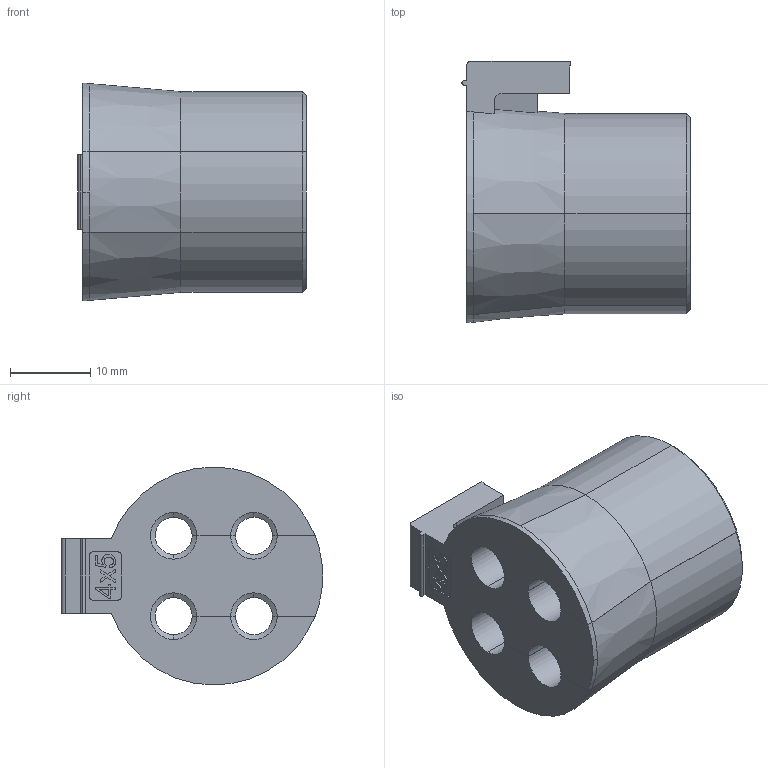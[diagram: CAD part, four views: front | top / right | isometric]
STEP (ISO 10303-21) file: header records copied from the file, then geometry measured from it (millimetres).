
FILE_DESCRIPTION (( 'STEP AP203' ), '1' );
FILE_NAME ('568413.step', '2019-11-21T17:31:19', ( '' ), ( '' ), 'SwSTEP 2.0', 'SolidWorks 2019', '' );
FILE_SCHEMA (( 'CONFIG_CONTROL_DESIGN' ));
Length unit declared in the file: inch
Products named in the file (1): 568413
Bounding box: 28.4 x 32.57 x 27.14 mm (x, y, z)
Volume: 11848.1 mm3; surface area: 6402 mm2
Topology: 1 solids, 1 shells, 163 faces, 448 edges, 292 vertices
Faces by surface type: plane 68, cylinder 50, cone 34, bspline 11
Entity records: 5322 total; most frequent: CARTESIAN_POINT 1113, ORIENTED_EDGE 896, DIRECTION 827, EDGE_CURVE 448, VERTEX_POINT 292, LINE 283, VECTOR 283, AXIS2_PLACEMENT_3D 272
